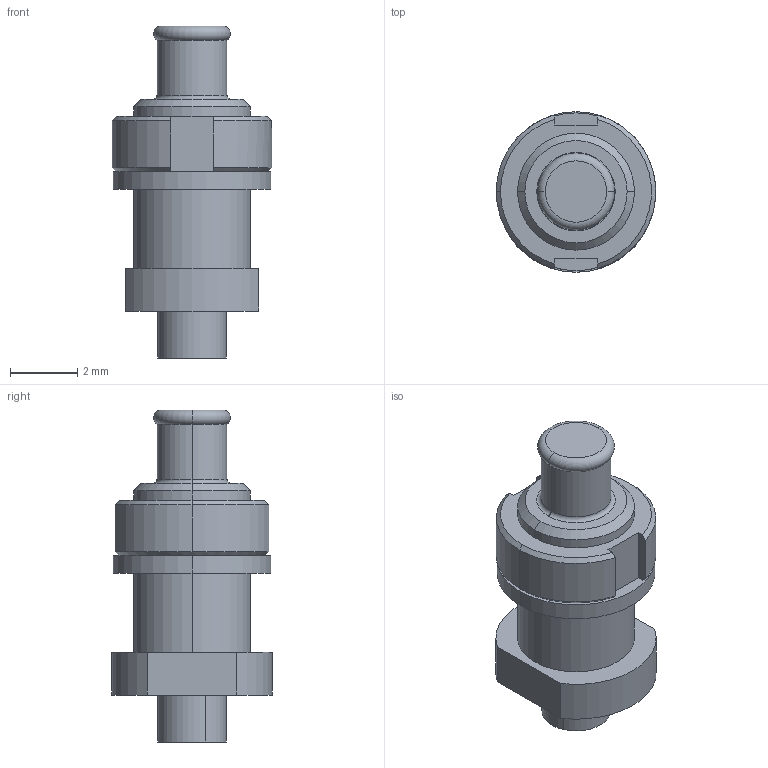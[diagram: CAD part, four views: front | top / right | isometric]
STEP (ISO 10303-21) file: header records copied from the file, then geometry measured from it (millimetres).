
FILE_DESCRIPTION (( 'STEP AP214' ), '1' );
FILE_NAME ('3221-40011.STEP', '2015-11-23T16:06:27', ( '' ), ( '' ), 'SwSTEP 2.0', 'SolidWorks 2015', '' );
FILE_SCHEMA (( 'AUTOMOTIVE_DESIGN' ));
Length unit declared in the file: inch
Products named in the file (1): 3221-40011
Bounding box: 4.75 x 4.78 x 9.88 mm (x, y, z)
Volume: 93.3 mm3; surface area: 164.2 mm2
Topology: 1 solids, 1 shells, 51 faces, 114 edges, 73 vertices
Faces by surface type: plane 18, cylinder 17, cone 12, torus 4
Entity records: 2155 total; most frequent: CARTESIAN_POINT 287, DIRECTION 267, ORIENTED_EDGE 228, EDGE_CURVE 114, AXIS2_PLACEMENT_3D 109, VERTEX_POINT 73, EDGE_LOOP 59, CIRCLE 57
